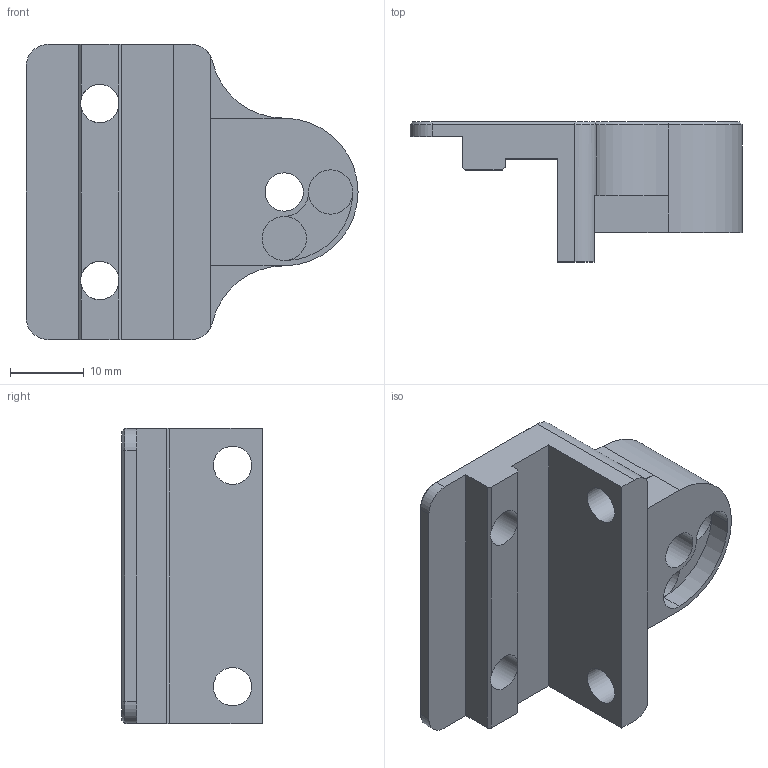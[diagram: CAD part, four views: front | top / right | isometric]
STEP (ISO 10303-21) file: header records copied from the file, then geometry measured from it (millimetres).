
FILE_DESCRIPTION(/* description */ (''),/* implementation_level */ '2;1');
FILE_NAME(/* name */ 'Support arm right printer attachment final v1.step',/* time_stamp */ '2022-01-17T08:36:53-06:00',/* author */ (''),/* organization */ (''),/* preprocessor_version */ 'ST-DEVELOPER v18.1',/* originating_system */ 'Autodesk Translation Framework v10.13.0.1454',/* authorisation */ '');
FILE_SCHEMA (('AUTOMOTIVE_DESIGN { 1 0 10303 214 3 1 1 }'));
Length unit declared in the file: millimetre
Products named in the file (1): Support arm right printer attachment final
Bounding box: 45 x 19 x 40 mm (x, y, z)
Volume: 11453.6 mm3; surface area: 5768.2 mm2
Topology: 1 solids, 1 shells, 55 faces, 147 edges, 93 vertices
Faces by surface type: plane 27, cylinder 17, cone 11
Full cylindrical faces by diameter (mm): 5.2 x5, 6 x2, 10 x1
Entity records: 1773 total; most frequent: DIRECTION 318, CARTESIAN_POINT 296, ORIENTED_EDGE 294, EDGE_CURVE 147, AXIS2_PLACEMENT_3D 115, VERTEX_POINT 93, LINE 88, VECTOR 88
